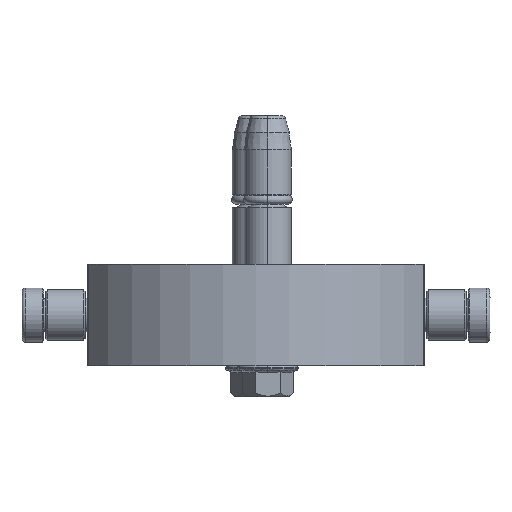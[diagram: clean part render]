
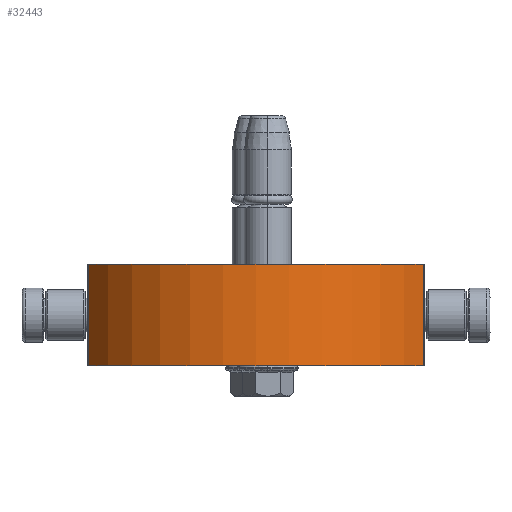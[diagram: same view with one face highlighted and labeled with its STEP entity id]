
A CAD part, left-side view. The second image highlights one B-rep face of the part: STEP entity #32443.
In plain terms, the highlighted cylindrical face has radius 57.25 mm (diameter 114.5 mm), a partial arc.
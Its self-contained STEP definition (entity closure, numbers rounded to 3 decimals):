
#950 = ORIENTED_EDGE ( 'NONE', *, *, #17206, .T. ) ;
#2621 = DIRECTION ( 'NONE',  ( 0., -1., 0. ) ) ;
#4065 = FACE_OUTER_BOUND ( 'NONE', #30989, .T. ) ;
#4337 = DIRECTION ( 'NONE',  ( 0., 1., 0. ) ) ;
#5223 = EDGE_CURVE ( 'NONE', #19466, #40823, #34329, .T. ) ;
#5448 = ORIENTED_EDGE ( 'NONE', *, *, #12019, .T. ) ;
#5639 = CARTESIAN_POINT ( 'NONE',  ( -49.5, 0., -28.763 ) ) ;
#6065 = AXIS2_PLACEMENT_3D ( 'NONE', #27815, #2621, #42163 ) ;
#11771 = CARTESIAN_POINT ( 'NONE',  ( 49.5, 30., -28.763 ) ) ;
#11772 = DIRECTION ( 'NONE',  ( 0., 1., 0. ) ) ;
#12019 = EDGE_CURVE ( 'NONE', #19466, #14514, #31070, .T. ) ;
#12841 = CARTESIAN_POINT ( 'NONE',  ( 49.5, 0., -28.763 ) ) ;
#13629 = DIRECTION ( 'NONE',  ( 0., 1., 0. ) ) ;
#14514 = VERTEX_POINT ( 'NONE', #5639 ) ;
#14598 = ORIENTED_EDGE ( 'NONE', *, *, #5223, .F. ) ;
#17206 = EDGE_CURVE ( 'NONE', #14514, #32491, #24735, .T. ) ;
#19466 = VERTEX_POINT ( 'NONE', #12841 ) ;
#22120 = DIRECTION ( 'NONE',  ( 0.865, 0., -0.502 ) ) ;
#23002 = CIRCLE ( 'NONE', #36417, 57.25 ) ;
#23368 = CARTESIAN_POINT ( 'NONE',  ( -49.5, 0., -28.763 ) ) ;
#23728 = VECTOR ( 'NONE', #13629, 1000. ) ;
#24735 = LINE ( 'NONE', #23368, #31449 ) ;
#27614 = CYLINDRICAL_SURFACE ( 'NONE', #6065, 57.25 ) ;
#27666 = CARTESIAN_POINT ( 'NONE',  ( -49.5, 30., -28.763 ) ) ;
#27815 = CARTESIAN_POINT ( 'NONE',  ( 0., 0., 0. ) ) ;
#28132 = ORIENTED_EDGE ( 'NONE', *, *, #41989, .F. ) ;
#29359 = DIRECTION ( 'NONE',  ( 0.865, 0., -0.502 ) ) ;
#30989 = EDGE_LOOP ( 'NONE', ( #28132, #14598, #5448, #950 ) ) ;
#31070 = CIRCLE ( 'NONE', #37467, 57.25 ) ;
#31449 = VECTOR ( 'NONE', #37119, 1000. ) ;
#32088 = CARTESIAN_POINT ( 'NONE',  ( 49.5, 0., -28.763 ) ) ;
#32443 = ADVANCED_FACE ( 'NONE', ( #4065 ), #27614, .T. ) ;
#32491 = VERTEX_POINT ( 'NONE', #27666 ) ;
#33226 = CARTESIAN_POINT ( 'NONE',  ( 0., 0., 0. ) ) ;
#34329 = LINE ( 'NONE', #32088, #23728 ) ;
#36373 = CARTESIAN_POINT ( 'NONE',  ( 0., 30., 0. ) ) ;
#36417 = AXIS2_PLACEMENT_3D ( 'NONE', #36373, #4337, #29359 ) ;
#37119 = DIRECTION ( 'NONE',  ( 0., 1., 0. ) ) ;
#37467 = AXIS2_PLACEMENT_3D ( 'NONE', #33226, #11772, #22120 ) ;
#40823 = VERTEX_POINT ( 'NONE', #11771 ) ;
#41989 = EDGE_CURVE ( 'NONE', #40823, #32491, #23002, .T. ) ;
#42163 = DIRECTION ( 'NONE',  ( 1., 0., 0. ) ) ;
